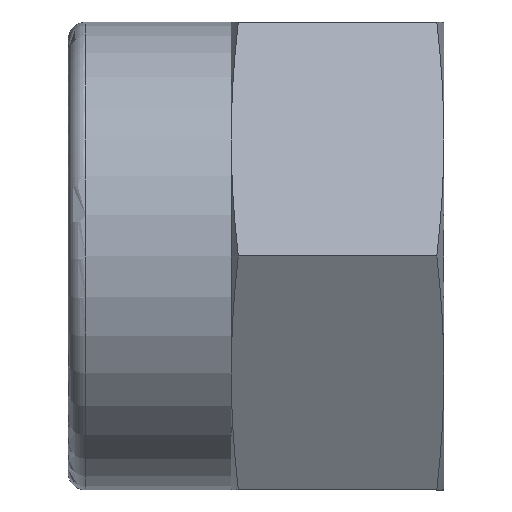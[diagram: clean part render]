
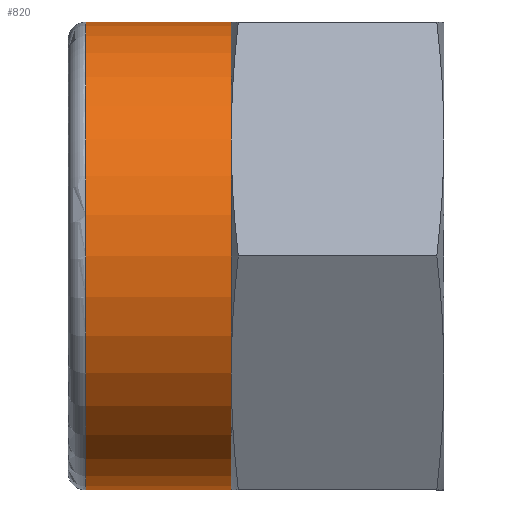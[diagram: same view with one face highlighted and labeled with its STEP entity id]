
A CAD part, left-side view. The second image highlights one B-rep face of the part: STEP entity #820.
In plain terms, the highlighted cylindrical face has radius 3.3 mm (diameter 6.6 mm), a partial arc.
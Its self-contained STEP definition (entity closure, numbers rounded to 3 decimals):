
#34 = VERTEX_POINT ( 'NONE', #1637 ) ;
#153 = LINE ( 'NONE', #2211, #344 ) ;
#173 = CARTESIAN_POINT ( 'NONE',  ( 0., 5.05, 3.3 ) ) ;
#262 = EDGE_CURVE ( 'NONE', #930, #34, #1311, .T. ) ;
#276 = EDGE_CURVE ( 'NONE', #1134, #780, #1563, .T. ) ;
#334 = AXIS2_PLACEMENT_3D ( 'NONE', #1010, #696, #1388 ) ;
#344 = VECTOR ( 'NONE', #1703, 1000. ) ;
#353 = EDGE_CURVE ( 'NONE', #1134, #1096, #1075, .T. ) ;
#414 = AXIS2_PLACEMENT_3D ( 'NONE', #918, #907, #897 ) ;
#421 = DIRECTION ( 'NONE',  ( 0., 0., -1. ) ) ;
#510 = AXIS2_PLACEMENT_3D ( 'NONE', #576, #1059, #879 ) ;
#542 = CARTESIAN_POINT ( 'NONE',  ( 0., 5.3, 3.3 ) ) ;
#551 = ORIENTED_EDGE ( 'NONE', *, *, #1202, .F. ) ;
#556 = EDGE_CURVE ( 'NONE', #780, #34, #153, .T. ) ;
#576 = CARTESIAN_POINT ( 'NONE',  ( 0., 5.3, 0. ) ) ;
#617 = ORIENTED_EDGE ( 'NONE', *, *, #353, .F. ) ;
#696 = DIRECTION ( 'NONE',  ( 0., -1., 0. ) ) ;
#713 = CARTESIAN_POINT ( 'NONE',  ( 0., 5.05, -3.3 ) ) ;
#749 = CARTESIAN_POINT ( 'NONE',  ( -2.858, 3., 1.65 ) ) ;
#780 = VERTEX_POINT ( 'NONE', #713 ) ;
#793 = ORIENTED_EDGE ( 'NONE', *, *, #1032, .F. ) ;
#820 = ADVANCED_FACE ( 'NONE', ( #1926 ), #1082, .T. ) ;
#879 = DIRECTION ( 'NONE',  ( 0., 0., -1. ) ) ;
#897 = DIRECTION ( 'NONE',  ( 0., 0., 1. ) ) ;
#907 = DIRECTION ( 'NONE',  ( 0., -1., 0. ) ) ;
#918 = CARTESIAN_POINT ( 'NONE',  ( 0., 5.05, 0. ) ) ;
#919 = CARTESIAN_POINT ( 'NONE',  ( 0., 3., 0. ) ) ;
#930 = VERTEX_POINT ( 'NONE', #2011 ) ;
#1010 = CARTESIAN_POINT ( 'NONE',  ( 0., 3., 0. ) ) ;
#1032 = EDGE_CURVE ( 'NONE', #1353, #930, #1949, .T. ) ;
#1059 = DIRECTION ( 'NONE',  ( 0., -1., 0. ) ) ;
#1075 = LINE ( 'NONE', #542, #2103 ) ;
#1082 = CYLINDRICAL_SURFACE ( 'NONE', #510, 3.3 ) ;
#1096 = VERTEX_POINT ( 'NONE', #1712 ) ;
#1122 = AXIS2_PLACEMENT_3D ( 'NONE', #2130, #2088, #421 ) ;
#1134 = VERTEX_POINT ( 'NONE', #173 ) ;
#1202 = EDGE_CURVE ( 'NONE', #1096, #1353, #1845, .T. ) ;
#1311 = CIRCLE ( 'NONE', #1122, 3.3 ) ;
#1353 = VERTEX_POINT ( 'NONE', #749 ) ;
#1388 = DIRECTION ( 'NONE',  ( 0., 0., -1. ) ) ;
#1446 = DIRECTION ( 'NONE',  ( 0., 0., -1. ) ) ;
#1563 = CIRCLE ( 'NONE', #414, 3.3 ) ;
#1637 = CARTESIAN_POINT ( 'NONE',  ( 0., 3., -3.3 ) ) ;
#1703 = DIRECTION ( 'NONE',  ( 0., -1., 0. ) ) ;
#1712 = CARTESIAN_POINT ( 'NONE',  ( 0., 3., 3.3 ) ) ;
#1771 = DIRECTION ( 'NONE',  ( 0., -1., 0. ) ) ;
#1786 = ORIENTED_EDGE ( 'NONE', *, *, #276, .T. ) ;
#1845 = CIRCLE ( 'NONE', #334, 3.3 ) ;
#1853 = DIRECTION ( 'NONE',  ( 0., -1., 0. ) ) ;
#1918 = AXIS2_PLACEMENT_3D ( 'NONE', #919, #1853, #1446 ) ;
#1926 = FACE_OUTER_BOUND ( 'NONE', #1990, .T. ) ;
#1949 = CIRCLE ( 'NONE', #1918, 3.3 ) ;
#1956 = ORIENTED_EDGE ( 'NONE', *, *, #556, .T. ) ;
#1990 = EDGE_LOOP ( 'NONE', ( #617, #1786, #1956, #2177, #793, #551 ) ) ;
#2011 = CARTESIAN_POINT ( 'NONE',  ( -2.858, 3., -1.65 ) ) ;
#2088 = DIRECTION ( 'NONE',  ( 0., -1., 0. ) ) ;
#2103 = VECTOR ( 'NONE', #1771, 1000. ) ;
#2130 = CARTESIAN_POINT ( 'NONE',  ( 0., 3., 0. ) ) ;
#2177 = ORIENTED_EDGE ( 'NONE', *, *, #262, .F. ) ;
#2211 = CARTESIAN_POINT ( 'NONE',  ( 0., 5.3, -3.3 ) ) ;
